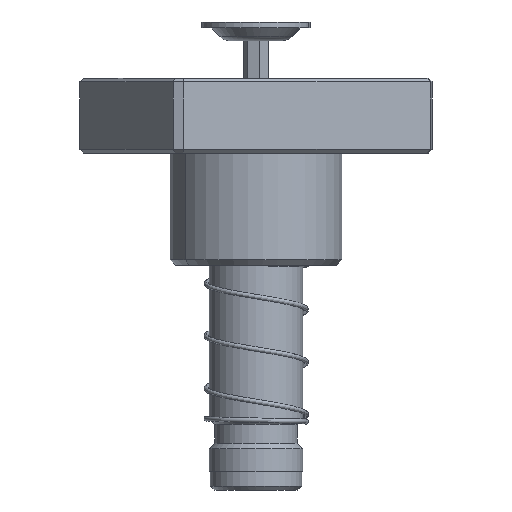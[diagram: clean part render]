
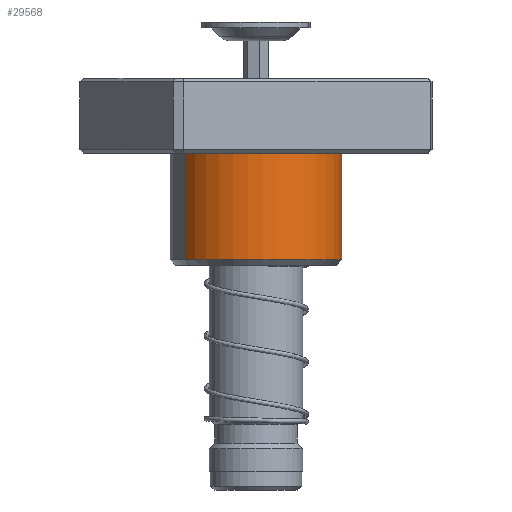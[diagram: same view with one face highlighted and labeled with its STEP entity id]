
A CAD part, front view. The second image highlights one B-rep face of the part: STEP entity #29568.
In plain terms, the highlighted cylindrical face has radius 23 mm (diameter 46 mm), a partial arc.
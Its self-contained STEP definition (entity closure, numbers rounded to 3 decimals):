
#291 = CARTESIAN_POINT ( 'NONE',  ( 0., 0., 20. ) ) ;
#324 = ORIENTED_EDGE ( 'NONE', *, *, #28296, .T. ) ;
#1432 = VERTEX_POINT ( 'NONE', #28433 ) ;
#1676 = VERTEX_POINT ( 'NONE', #15182 ) ;
#2168 = DIRECTION ( 'NONE',  ( 0., 0., -1. ) ) ;
#2434 = VERTEX_POINT ( 'NONE', #9561 ) ;
#3100 = FACE_OUTER_BOUND ( 'NONE', #24519, .T. ) ;
#3523 = CARTESIAN_POINT ( 'NONE',  ( -23., 0., 50. ) ) ;
#4884 = DIRECTION ( 'NONE',  ( 0., 0., 1. ) ) ;
#6666 = VERTEX_POINT ( 'NONE', #12373 ) ;
#8419 = DIRECTION ( 'NONE',  ( 0., 0., -1. ) ) ;
#8601 = VECTOR ( 'NONE', #8419, 1000. ) ;
#9048 = CYLINDRICAL_SURFACE ( 'NONE', #29695, 23. ) ;
#9561 = CARTESIAN_POINT ( 'NONE',  ( -23., 0., 48.5 ) ) ;
#10537 = DIRECTION ( 'NONE',  ( 0., 0., -1. ) ) ;
#10737 = EDGE_CURVE ( 'NONE', #1432, #6666, #26375, .T. ) ;
#10835 = EDGE_CURVE ( 'NONE', #6666, #1676, #22631, .T. ) ;
#11114 = DIRECTION ( 'NONE',  ( 0., 0., -1. ) ) ;
#11642 = DIRECTION ( 'NONE',  ( 1., 0., 0. ) ) ;
#11902 = ORIENTED_EDGE ( 'NONE', *, *, #10835, .T. ) ;
#11956 = ORIENTED_EDGE ( 'NONE', *, *, #21375, .T. ) ;
#12037 = VECTOR ( 'NONE', #10537, 1000. ) ;
#12273 = DIRECTION ( 'NONE',  ( 1., 0., 0. ) ) ;
#12373 = CARTESIAN_POINT ( 'NONE',  ( 0., -23., 20. ) ) ;
#15182 = CARTESIAN_POINT ( 'NONE',  ( 23., 0., 20. ) ) ;
#15749 = EDGE_CURVE ( 'NONE', #23453, #1676, #18360, .T. ) ;
#15843 = CARTESIAN_POINT ( 'NONE',  ( 23., 0., 48.5 ) ) ;
#17671 = ORIENTED_EDGE ( 'NONE', *, *, #15749, .F. ) ;
#18360 = LINE ( 'NONE', #20411, #12037 ) ;
#19748 = LINE ( 'NONE', #3523, #8601 ) ;
#19863 = AXIS2_PLACEMENT_3D ( 'NONE', #291, #4884, #29418 ) ;
#20411 = CARTESIAN_POINT ( 'NONE',  ( 23., 0., 50. ) ) ;
#20896 = CARTESIAN_POINT ( 'NONE',  ( 0., 0., 48.5 ) ) ;
#21375 = EDGE_CURVE ( 'NONE', #2434, #1432, #19748, .T. ) ;
#22598 = CARTESIAN_POINT ( 'NONE',  ( 0., 0., 50. ) ) ;
#22631 = CIRCLE ( 'NONE', #24085, 23. ) ;
#22948 = ORIENTED_EDGE ( 'NONE', *, *, #10737, .T. ) ;
#23453 = VERTEX_POINT ( 'NONE', #15843 ) ;
#24085 = AXIS2_PLACEMENT_3D ( 'NONE', #26984, #24164, #12273 ) ;
#24164 = DIRECTION ( 'NONE',  ( 0., 0., 1. ) ) ;
#24519 = EDGE_LOOP ( 'NONE', ( #17671, #324, #11956, #22948, #11902 ) ) ;
#25310 = DIRECTION ( 'NONE',  ( -1., 0., 0. ) ) ;
#26375 = CIRCLE ( 'NONE', #19863, 23. ) ;
#26984 = CARTESIAN_POINT ( 'NONE',  ( 0., 0., 20. ) ) ;
#27409 = CIRCLE ( 'NONE', #29272, 23. ) ;
#28296 = EDGE_CURVE ( 'NONE', #23453, #2434, #27409, .T. ) ;
#28433 = CARTESIAN_POINT ( 'NONE',  ( -23., 0., 20. ) ) ;
#29272 = AXIS2_PLACEMENT_3D ( 'NONE', #20896, #2168, #11642 ) ;
#29418 = DIRECTION ( 'NONE',  ( 1., 0., 0. ) ) ;
#29568 = ADVANCED_FACE ( 'NONE', ( #3100 ), #9048, .T. ) ;
#29695 = AXIS2_PLACEMENT_3D ( 'NONE', #22598, #11114, #25310 ) ;
